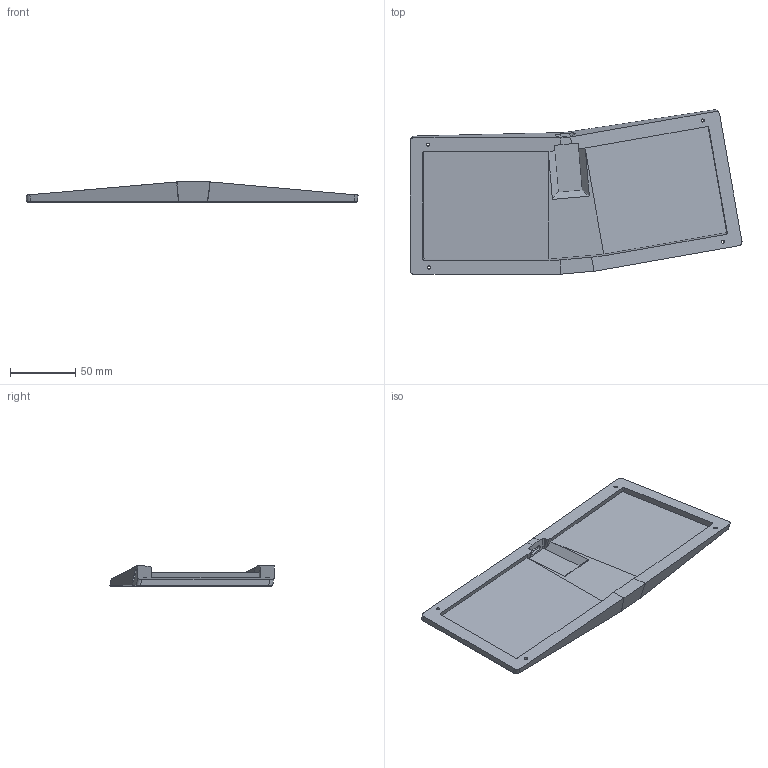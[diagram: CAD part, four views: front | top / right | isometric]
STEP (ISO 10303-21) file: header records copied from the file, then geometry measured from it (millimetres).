
FILE_DESCRIPTION(/* description */ (''),/* implementation_level */ '2;1');
FILE_NAME(/* name */ 'slalom bottom.step',/* time_stamp */ '2024-06-21T00:30:58-04:00',/* author */ (''),/* organization */ (''),/* preprocessor_version */ 'ST-DEVELOPER v20',/* originating_system */ 'Autodesk Translation Framework v13.14.0.145',/* authorisation */ '');
FILE_SCHEMA (('AUTOMOTIVE_DESIGN { 1 0 10303 214 3 1 1 }'));
Length unit declared in the file: millimetre
Products named in the file (1): draft4.unibody
Bounding box: 255.06 x 126.32 x 15.49 mm (x, y, z)
Volume: 187202.3 mm3; surface area: 61836.5 mm2
Topology: 1 solids, 1 shells, 120 faces, 328 edges, 210 vertices
Faces by surface type: plane 50, cylinder 40, bspline 26, cone 4
Full cylindrical faces by diameter (mm): 2.4 x4, 4.5 x4
Entity records: 4286 total; most frequent: CARTESIAN_POINT 1324, ORIENTED_EDGE 656, DIRECTION 538, EDGE_CURVE 328, VERTEX_POINT 210, LINE 192, VECTOR 192, AXIS2_PLACEMENT_3D 173
